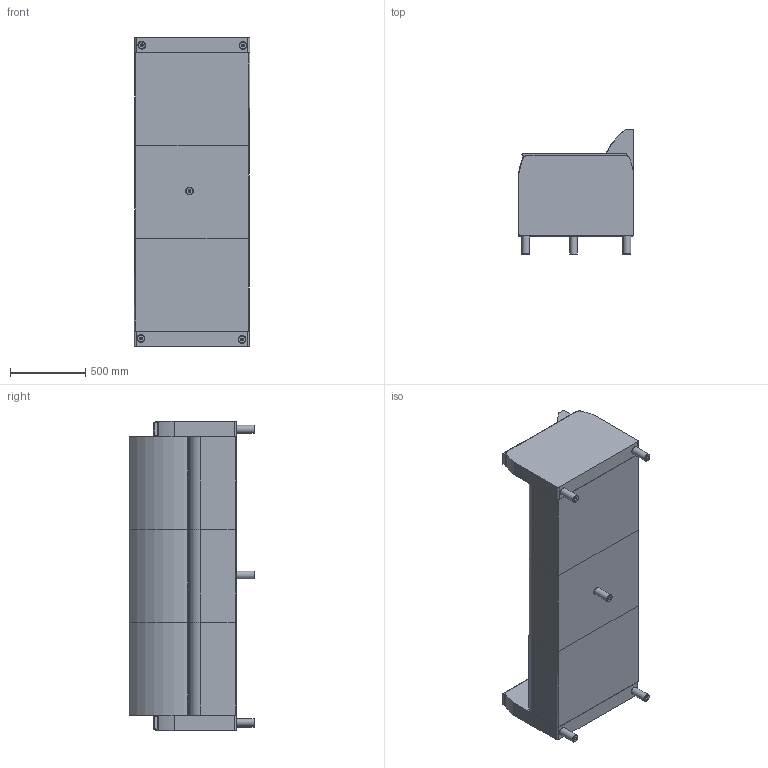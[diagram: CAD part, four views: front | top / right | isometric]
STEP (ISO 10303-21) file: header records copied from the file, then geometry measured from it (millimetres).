
FILE_DESCRIPTION(/* description */ (''),/* implementation_level */ '2;1');
FILE_NAME(/* name */ 'AS32AU.stp',/* time_stamp */ '2015-03-10T11:09:59-04:00',/* author */ ('jbosley'),/* organization */ (''),/* preprocessor_version */ 'ST-DEVELOPER v15.6',/* originating_system */ 'Autodesk Inventor 2015',/* authorisation */ '');
FILE_SCHEMA (('AUTOMOTIVE_DESIGN { 1 0 10303 214 3 1 1 }'));
Length unit declared in the file: inch
Products named in the file (7): AS10 UBASE; AS30 UBASE; AS12 AC UARML-2; AS12 AC UARMR-2; LEG RD2X5 PLT; DIA10 MAC FLAT; AS32AU
Bounding box: 767.47 x 829.95 x 2053.08 mm (x, y, z)
Volume: 652484610.2 mm3; surface area: 9628480.5 mm2
Topology: 12 solids, 12 shells, 135 faces, 305 edges, 199 vertices
Faces by surface type: cylinder 62, plane 60, torus 9, bspline 4
Full cylindrical faces by diameter (mm): 7.938 x5, 19.05 x5, 50.8 x5
Entity records: 2457 total; most frequent: CARTESIAN_POINT 755, DIRECTION 355, ORIENTED_EDGE 300, EDGE_CURVE 150, AXIS2_PLACEMENT_3D 137, VERTEX_POINT 101, LINE 81, VECTOR 81
